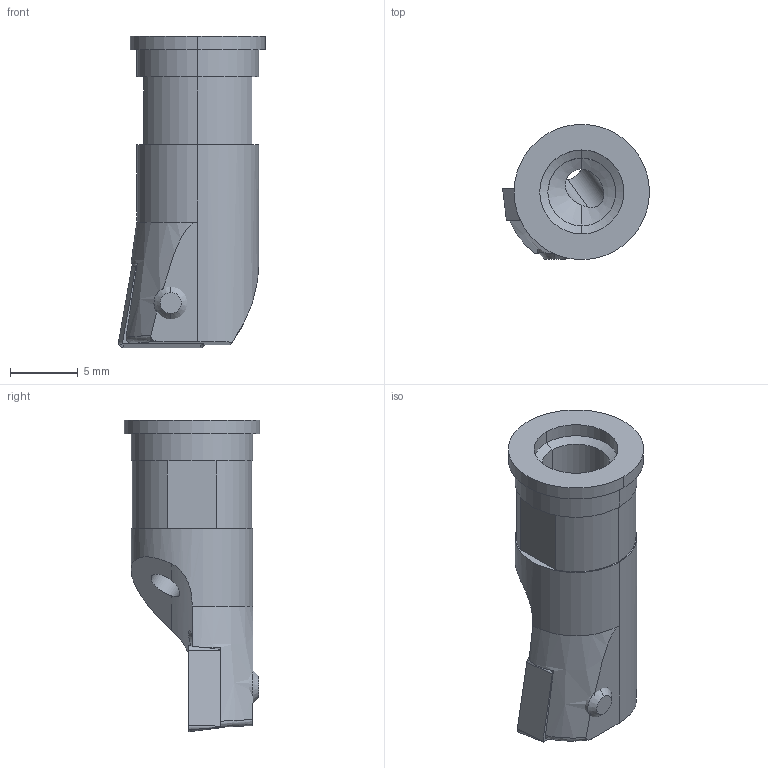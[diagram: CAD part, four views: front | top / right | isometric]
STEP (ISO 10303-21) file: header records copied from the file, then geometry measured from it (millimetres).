
FILE_DESCRIPTION(('no description'),'unknown implementation level');
FILE_NAME('4973DD90-71E5-4532-91D2-3422AD86D2A4_export.stp',' ',('CIMSOURCE GmbH'),('CADClick - KiM GmbH - www.kimweb.de'),'unknown preprocess','ACIS','unknown authorization');
FILE_SCHEMA(('automotive_design'));
Length unit declared in the file: millimetre
Products named in the file (3): 615.420STEP|694.120 ETL M2.5x5.2 T7 IP 10S;Kreismuster1; 615.420STEP|Wendeplatte CCMT 060204;Schnitt-Rotation1; 615.420STEP|615.420 Wendeplattenhalter E12 CC06;K�hlmittelbohrung
Bounding box: 10.85 x 10 x 23 mm (x, y, z)
Volume: 930.8 mm3; surface area: 1124.4 mm2
Topology: 3 solids, 3 shells, 102 faces, 261 edges, 166 vertices
Faces by surface type: cylinder 48, plane 27, cone 19, torus 6, bspline 2
Entity records: 7117 total; most frequent: CARTESIAN_POINT 1551, DIRECTION 575, STYLED_ITEM 531, PRESENTATION_STYLE_ASSIGNMENT 531, COLOUR_RGB 531, ORIENTED_EDGE 520, EDGE_CURVE 260, CURVE_STYLE 260
